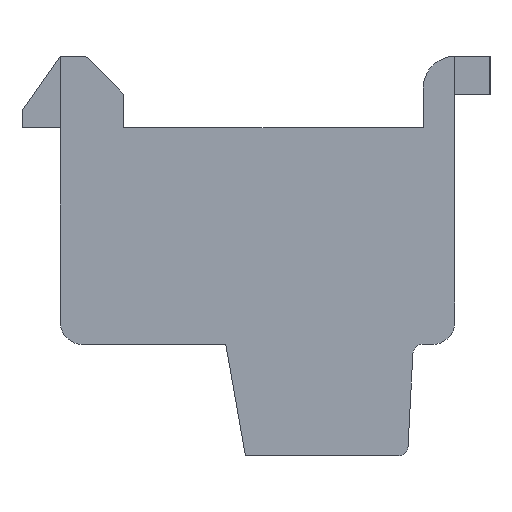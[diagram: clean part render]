
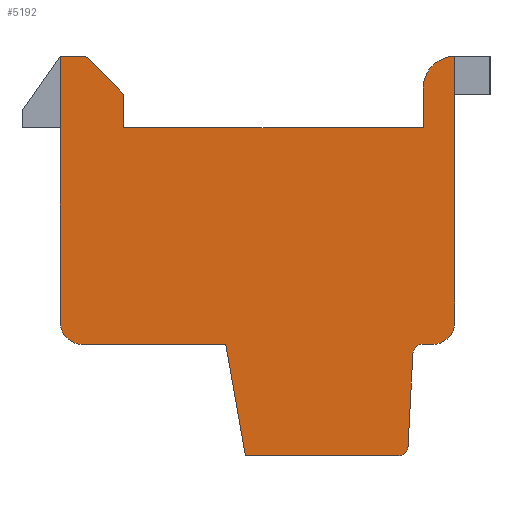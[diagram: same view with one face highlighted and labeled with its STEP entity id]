
A CAD part, left-side view. The second image highlights one B-rep face of the part: STEP entity #5192.
In plain terms, the highlighted planar face has unit normal (-1, 0, 0).
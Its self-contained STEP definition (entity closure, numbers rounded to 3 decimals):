
#1=CARTESIAN_POINT('',(0.,-5.55,-2.075));
#2=DIRECTION('',(1.,0.,0.));
#3=DIRECTION('',(0.,-1.,0.));
#4=AXIS2_PLACEMENT_3D('',#1,#2,#3);
#6=DIRECTION('',(0.,1.,0.));
#7=VECTOR('',#6,0.323);
#8=CARTESIAN_POINT('',(0.,-5.55,-2.775));
#9=LINE('',#8,#7);
#10=CARTESIAN_POINT('',(0.,-5.227,-3.075));
#11=DIRECTION('',(-1.,0.,0.));
#12=DIRECTION('',(0.,0.,1.));
#13=AXIS2_PLACEMENT_3D('',#10,#11,#12);
#15=DIRECTION('',(0.,0.052,-0.999));
#16=VECTOR('',#15,2.904);
#17=CARTESIAN_POINT('',(0.,-4.927,-3.075));
#18=LINE('',#17,#16);
#19=CARTESIAN_POINT('',(0.,-4.475,-5.975));
#20=DIRECTION('',(1.,0.,0.));
#21=DIRECTION('',(0.,-1.,0.));
#22=AXIS2_PLACEMENT_3D('',#19,#20,#21);
#24=DIRECTION('',(0.,1.,0.));
#25=VECTOR('',#24,4.808);
#26=CARTESIAN_POINT('',(0.,-4.475,-6.275));
#27=LINE('',#26,#25);
#28=DIRECTION('',(0.,0.174,0.985));
#29=VECTOR('',#28,3.554);
#30=CARTESIAN_POINT('',(0.,0.333,-6.275));
#31=LINE('',#30,#29);
#32=DIRECTION('',(0.,1.,0.));
#33=VECTOR('',#32,4.5);
#34=CARTESIAN_POINT('',(0.,0.95,-2.775));
#35=LINE('',#34,#33);
#36=CARTESIAN_POINT('',(0.,5.45,-2.075));
#37=DIRECTION('',(1.,0.,0.));
#38=DIRECTION('',(0.,0.,-1.));
#39=AXIS2_PLACEMENT_3D('',#36,#37,#38);
#41=CARTESIAN_POINT('',(0.,6.072,6.125));
#42=DIRECTION('',(1.,0.,0.));
#43=DIRECTION('',(0.,0.521,0.854));
#44=AXIS2_PLACEMENT_3D('',#41,#42,#43);
#46=DIRECTION('',(0.,-1.,0.));
#47=VECTOR('',#46,0.66);
#48=CARTESIAN_POINT('',(0.,6.072,6.275));
#49=LINE('',#48,#47);
#50=CARTESIAN_POINT('',(0.,5.412,6.125));
#51=DIRECTION('',(1.,0.,0.));
#52=DIRECTION('',(0.,0.,1.));
#53=AXIS2_PLACEMENT_3D('',#50,#51,#52);
#55=DIRECTION('',(0.,-0.707,-0.707));
#56=VECTOR('',#55,1.573);
#57=CARTESIAN_POINT('',(0.,5.306,6.231));
#58=LINE('',#57,#56);
#59=CARTESIAN_POINT('',(0.,4.3,5.013));
#60=DIRECTION('',(1.,0.,0.));
#61=DIRECTION('',(0.,-0.707,0.707));
#62=AXIS2_PLACEMENT_3D('',#59,#60,#61);
#64=DIRECTION('',(0.,0.,-1.));
#65=VECTOR('',#64,0.988);
#66=CARTESIAN_POINT('',(0.,4.15,5.013));
#67=LINE('',#66,#65);
#68=DIRECTION('',(0.,-1.,0.));
#69=VECTOR('',#68,9.4);
#70=CARTESIAN_POINT('',(0.,4.15,4.025));
#71=LINE('',#70,#69);
#72=DIRECTION('',(0.,0.,1.));
#73=VECTOR('',#72,1.25);
#74=CARTESIAN_POINT('',(0.,-5.25,4.025));
#75=LINE('',#74,#73);
#76=CARTESIAN_POINT('',(0.,-6.25,5.275));
#77=DIRECTION('',(1.,0.,0.));
#78=DIRECTION('',(0.,1.,0.));
#79=AXIS2_PLACEMENT_3D('',#76,#77,#78);
#177=DIRECTION('',(0.,0.,1.));
#178=VECTOR('',#177,8.35);
#179=CARTESIAN_POINT('',(0.,-6.25,-2.075));
#180=LINE('',#179,#178);
#2341=DIRECTION('',(0.,0.,-1.));
#2342=VECTOR('',#2341,8.328);
#2343=CARTESIAN_POINT('',(0.,6.15,6.253));
#2344=LINE('',#2343,#2342);
#3921=CARTESIAN_POINT('',(0.,6.072,6.275));
#3922=CARTESIAN_POINT('',(0.,5.412,6.275));
#3923=VERTEX_POINT('',#3921);
#3924=VERTEX_POINT('',#3922);
#3925=CARTESIAN_POINT('',(0.,5.306,6.231));
#3926=VERTEX_POINT('',#3925);
#3927=CARTESIAN_POINT('',(0.,4.194,5.119));
#3928=VERTEX_POINT('',#3927);
#3929=CARTESIAN_POINT('',(0.,4.15,5.013));
#3930=VERTEX_POINT('',#3929);
#3931=CARTESIAN_POINT('',(0.,4.15,4.025));
#3932=VERTEX_POINT('',#3931);
#3933=CARTESIAN_POINT('',(0.,-5.25,4.025));
#3934=VERTEX_POINT('',#3933);
#3935=CARTESIAN_POINT('',(0.,-5.25,5.275));
#3936=VERTEX_POINT('',#3935);
#3937=CARTESIAN_POINT('',(0.,-6.25,-2.075));
#3938=CARTESIAN_POINT('',(0.,-5.55,-2.775));
#3939=VERTEX_POINT('',#3937);
#3940=VERTEX_POINT('',#3938);
#3941=CARTESIAN_POINT('',(0.,-5.227,-2.775));
#3942=VERTEX_POINT('',#3941);
#3943=CARTESIAN_POINT('',(0.,-4.927,-3.075));
#3944=VERTEX_POINT('',#3943);
#3945=CARTESIAN_POINT('',(0.,-4.775,-5.975));
#3946=VERTEX_POINT('',#3945);
#3947=CARTESIAN_POINT('',(0.,-4.475,-6.275));
#3948=VERTEX_POINT('',#3947);
#3949=CARTESIAN_POINT('',(0.,0.333,-6.275));
#3950=VERTEX_POINT('',#3949);
#3951=CARTESIAN_POINT('',(0.,0.95,-2.775));
#3952=VERTEX_POINT('',#3951);
#3953=CARTESIAN_POINT('',(0.,5.45,-2.775));
#3954=VERTEX_POINT('',#3953);
#3955=CARTESIAN_POINT('',(0.,6.15,-2.075));
#3956=VERTEX_POINT('',#3955);
#4941=CARTESIAN_POINT('',(0.,6.15,6.253));
#4942=VERTEX_POINT('',#4941);
#4945=CARTESIAN_POINT('',(0.,-6.25,6.275));
#4946=VERTEX_POINT('',#4945);
#5145=CARTESIAN_POINT('',(0.,0.,0.));
#5146=DIRECTION('',(1.,0.,0.));
#5147=DIRECTION('',(0.,-1.,0.));
#5148=AXIS2_PLACEMENT_3D('',#5145,#5146,#5147);
#5149=PLANE('',#5148);
#5151=ORIENTED_EDGE('',*,*,#5150,.F.);
#5153=ORIENTED_EDGE('',*,*,#5152,.T.);
#5155=ORIENTED_EDGE('',*,*,#5154,.T.);
#5157=ORIENTED_EDGE('',*,*,#5156,.T.);
#5159=ORIENTED_EDGE('',*,*,#5158,.T.);
#5161=ORIENTED_EDGE('',*,*,#5160,.T.);
#5163=ORIENTED_EDGE('',*,*,#5162,.T.);
#5165=ORIENTED_EDGE('',*,*,#5164,.T.);
#5167=ORIENTED_EDGE('',*,*,#5166,.T.);
#5169=ORIENTED_EDGE('',*,*,#5168,.T.);
#5171=ORIENTED_EDGE('',*,*,#5170,.F.);
#5173=ORIENTED_EDGE('',*,*,#5172,.T.);
#5175=ORIENTED_EDGE('',*,*,#5174,.T.);
#5177=ORIENTED_EDGE('',*,*,#5176,.T.);
#5179=ORIENTED_EDGE('',*,*,#5178,.T.);
#5181=ORIENTED_EDGE('',*,*,#5180,.T.);
#5183=ORIENTED_EDGE('',*,*,#5182,.T.);
#5185=ORIENTED_EDGE('',*,*,#5184,.T.);
#5187=ORIENTED_EDGE('',*,*,#5186,.T.);
#5189=ORIENTED_EDGE('',*,*,#5188,.T.);
#5190=EDGE_LOOP('',(#5151,#5153,#5155,#5157,#5159,#5161,#5163,#5165,#5167,#5169,
#5171,#5173,#5175,#5177,#5179,#5181,#5183,#5185,#5187,#5189));
#5191=FACE_OUTER_BOUND('',#5190,.F.);
#5192=ADVANCED_FACE('',(#5191),#5149,.F.);
#5=CIRCLE('',#4,0.7);
#14=CIRCLE('',#13,0.3);
#23=CIRCLE('',#22,0.3);
#40=CIRCLE('',#39,0.7);
#45=CIRCLE('',#44,0.15);
#54=CIRCLE('',#53,0.15);
#63=CIRCLE('',#62,0.15);
#80=CIRCLE('',#79,1.);
#5150=EDGE_CURVE('',#3939,#4946,#180,.T.);
#5152=EDGE_CURVE('',#3939,#3940,#5,.T.);
#5154=EDGE_CURVE('',#3940,#3942,#9,.T.);
#5156=EDGE_CURVE('',#3942,#3944,#14,.T.);
#5158=EDGE_CURVE('',#3944,#3946,#18,.T.);
#5160=EDGE_CURVE('',#3946,#3948,#23,.T.);
#5162=EDGE_CURVE('',#3948,#3950,#27,.T.);
#5164=EDGE_CURVE('',#3950,#3952,#31,.T.);
#5166=EDGE_CURVE('',#3952,#3954,#35,.T.);
#5168=EDGE_CURVE('',#3954,#3956,#40,.T.);
#5170=EDGE_CURVE('',#4942,#3956,#2344,.T.);
#5172=EDGE_CURVE('',#4942,#3923,#45,.T.);
#5174=EDGE_CURVE('',#3923,#3924,#49,.T.);
#5176=EDGE_CURVE('',#3924,#3926,#54,.T.);
#5178=EDGE_CURVE('',#3926,#3928,#58,.T.);
#5180=EDGE_CURVE('',#3928,#3930,#63,.T.);
#5182=EDGE_CURVE('',#3930,#3932,#67,.T.);
#5184=EDGE_CURVE('',#3932,#3934,#71,.T.);
#5186=EDGE_CURVE('',#3934,#3936,#75,.T.);
#5188=EDGE_CURVE('',#3936,#4946,#80,.T.);
